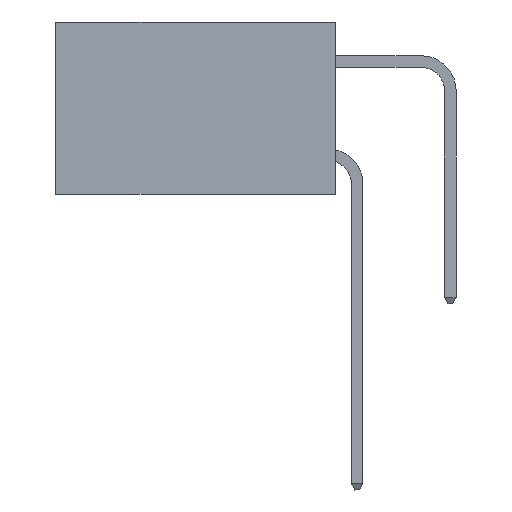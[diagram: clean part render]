
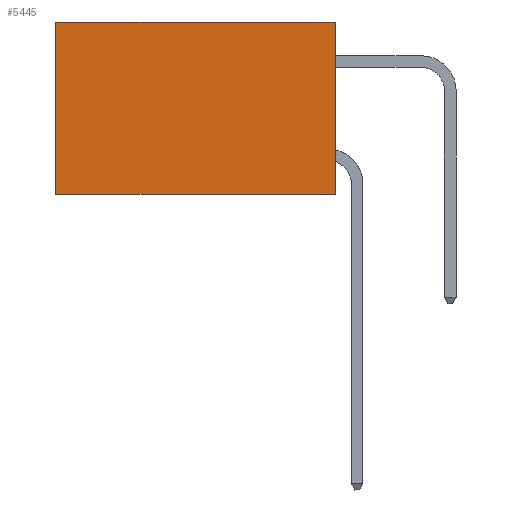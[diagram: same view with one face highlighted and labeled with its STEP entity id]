
A CAD part, left-side view. The second image highlights one B-rep face of the part: STEP entity #5445.
In plain terms, the highlighted planar face has unit normal (-1, 0, 0).
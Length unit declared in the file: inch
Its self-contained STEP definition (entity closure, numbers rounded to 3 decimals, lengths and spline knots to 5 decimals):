
#715 = EDGE_CURVE ( 'NONE', #5367, #37141, #36067, .T. ) ;
#1465 = CARTESIAN_POINT ( 'NONE',  ( 0.2875, 0., -0.37 ) ) ;
#1467 = LINE ( 'NONE', #34144, #17678 ) ;
#2497 = EDGE_CURVE ( 'NONE', #8791, #8780, #20114, .T. ) ;
#5367 = VERTEX_POINT ( 'NONE', #20332 ) ;
#5445 = ADVANCED_FACE ( 'NONE', ( #10867 ), #36668, .F. ) ;
#6325 = ORIENTED_EDGE ( 'NONE', *, *, #715, .T. ) ;
#7971 = CARTESIAN_POINT ( 'NONE',  ( 0.2875, 0., 0. ) ) ;
#8780 = VERTEX_POINT ( 'NONE', #33550 ) ;
#8791 = VERTEX_POINT ( 'NONE', #1465 ) ;
#10188 = ORIENTED_EDGE ( 'NONE', *, *, #2497, .F. ) ;
#10544 = VECTOR ( 'NONE', #25464, 39.37008 ) ;
#10867 = FACE_OUTER_BOUND ( 'NONE', #39720, .T. ) ;
#11235 = DIRECTION ( 'NONE',  ( 1., 0., 0. ) ) ;
#11606 = VECTOR ( 'NONE', #33966, 39.37008 ) ;
#12274 = CARTESIAN_POINT ( 'NONE',  ( 0.2875, 0., -0.37 ) ) ;
#14199 = LINE ( 'NONE', #14716, #31225 ) ;
#14716 = CARTESIAN_POINT ( 'NONE',  ( 0.2875, 0.6, 0. ) ) ;
#15937 = ORIENTED_EDGE ( 'NONE', *, *, #24872, .T. ) ;
#17678 = VECTOR ( 'NONE', #37320, 39.37008 ) ;
#20114 = LINE ( 'NONE', #12274, #11606 ) ;
#20332 = CARTESIAN_POINT ( 'NONE',  ( 0.2875, 0., 0. ) ) ;
#22362 = CARTESIAN_POINT ( 'NONE',  ( 0.2875, 0., 0. ) ) ;
#24872 = EDGE_CURVE ( 'NONE', #37141, #8780, #14199, .T. ) ;
#25464 = DIRECTION ( 'NONE',  ( 0., 1., 0. ) ) ;
#30402 = CARTESIAN_POINT ( 'NONE',  ( 0.2875, 0.6, 0. ) ) ;
#31225 = VECTOR ( 'NONE', #37050, 39.37008 ) ;
#33144 = ORIENTED_EDGE ( 'NONE', *, *, #37255, .F. ) ;
#33550 = CARTESIAN_POINT ( 'NONE',  ( 0.2875, 0.6, -0.37 ) ) ;
#33618 = DIRECTION ( 'NONE',  ( 0., 0., -1. ) ) ;
#33966 = DIRECTION ( 'NONE',  ( 0., 1., 0. ) ) ;
#34144 = CARTESIAN_POINT ( 'NONE',  ( 0.2875, 0., 0. ) ) ;
#36067 = LINE ( 'NONE', #22362, #10544 ) ;
#36668 = PLANE ( 'NONE',  #39287 ) ;
#37050 = DIRECTION ( 'NONE',  ( 0., 0., -1. ) ) ;
#37141 = VERTEX_POINT ( 'NONE', #30402 ) ;
#37255 = EDGE_CURVE ( 'NONE', #5367, #8791, #1467, .T. ) ;
#37320 = DIRECTION ( 'NONE',  ( 0., 0., -1. ) ) ;
#39287 = AXIS2_PLACEMENT_3D ( 'NONE', #7971, #11235, #33618 ) ;
#39720 = EDGE_LOOP ( 'NONE', ( #15937, #10188, #33144, #6325 ) ) ;
